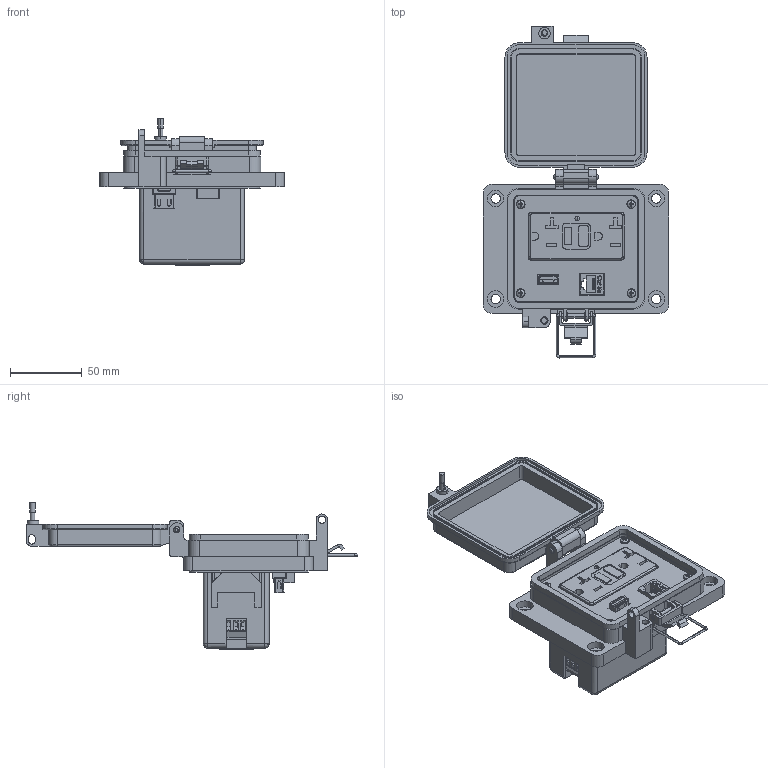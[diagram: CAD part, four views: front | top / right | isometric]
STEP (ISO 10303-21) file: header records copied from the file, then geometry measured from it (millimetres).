
FILE_DESCRIPTION (( 'STEP AP214' ), '1' );
FILE_NAME ('P-P22R2-K3RF0_3D.STEP', '2017-09-12T17:48:20', ( '' ), ( '' ), 'SwSTEP 2.0', 'SolidWorks 2017', '' );
FILE_SCHEMA (( 'AUTOMOTIVE_DESIGN' ));
Length unit declared in the file: millimetre
Products named in the file (13): 92005A124_METRIC PAN HEAD PHILLIPS MACHINE SCREW_92005A124; Z-H-K3_B; RF; Z-200-OTLT-RIOF_RF; R2; Z-300-RJ45CAT5; P22; Z-300-USB-A-FF; P-P22R2-K3RF0_FP; 90272A106_ZINC-PLTD STL PAN HEAD PHILLIPS MACHINE SCREW_90272A106; P-P22R2-K3RF0_TP; P-P22R2-K3RF0_BP; P-P22R2-K3RF0_3D
Assembly tree (16 placements, depth 3):
  P-P22R2-K3RF0_3D
    P-P22R2-K3RF0_BP
    P-P22R2-K3RF0_TP
    90272A106_ZINC-PLTD STL PAN HEAD PHILLIPS MACHINE SCREW_90272A106  x2
    P-P22R2-K3RF0_FP
    P22
      Z-300-USB-A-FF
    R2
      Z-300-RJ45CAT5
    RF
      Z-200-OTLT-RIOF_RF
    Z-H-K3_B
    92005A124_METRIC PAN HEAD PHILLIPS MACHINE SCREW_92005A124  x4
Bounding box: 129 x 231.28 x 102.7 mm (x, y, z)
Volume: 277839.8 mm3; surface area: 161579.8 mm2
Topology: 24 solids, 24 shells, 3473 faces, 9639 edges, 6337 vertices
Faces by surface type: plane 1823, cylinder 1294, bspline 221, cone 63, torus 44, sphere 28
Entity records: 119232 total; most frequent: CARTESIAN_POINT 29682, ORIENTED_EDGE 15500, DIRECTION 13258, EDGE_CURVE 7750, VECTOR 5388, LINE 5388, VERTEX_POINT 5097, AXIS2_PLACEMENT_3D 3935
